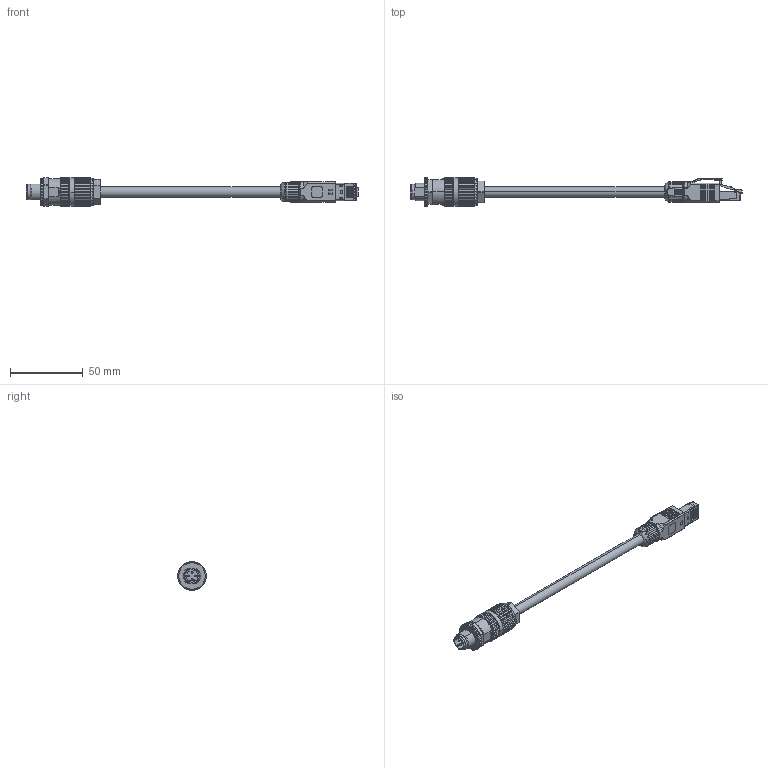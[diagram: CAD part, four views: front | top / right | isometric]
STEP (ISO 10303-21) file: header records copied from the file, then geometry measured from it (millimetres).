
FILE_DESCRIPTION (( 'STEP AP214' ), '1' );
FILE_NAME ('TRGPA402_3D.STEP', '2020-03-04T14:40:27', ( '' ), ( '' ), 'SwSTEP 2.0', 'SolidWorks 2018', '' );
FILE_SCHEMA (( 'AUTOMOTIVE_DESIGN' ));
Length unit declared in the file: inch
Products named in the file (4): M12FT4DMS; 1AL04-078_1AL03-152; TSPFTPFNS_Without Gormmet; TRGPA402_3D
Assembly tree (3 placements, depth 2):
  TRGPA402_3D
    1AL04-078_1AL03-152
    TSPFTPFNS_Without Gormmet
    M12FT4DMS
Bounding box: 228.07 x 19.6 x 19.6 mm (x, y, z)
Volume: 17119.7 mm3; surface area: 17038.2 mm2
Topology: 2 solids, 10 shells, 2265 faces, 5948 edges, 3687 vertices
Faces by surface type: bspline 1697, plane 328, cylinder 145, cone 89, sphere 6
Entity records: 97379 total; most frequent: CARTESIAN_POINT 49133, ORIENTED_EDGE 11634, DIRECTION 7005, EDGE_CURVE 5935, VERTEX_POINT 3687, LINE 3257, VECTOR 3257, EDGE_LOOP 2344
